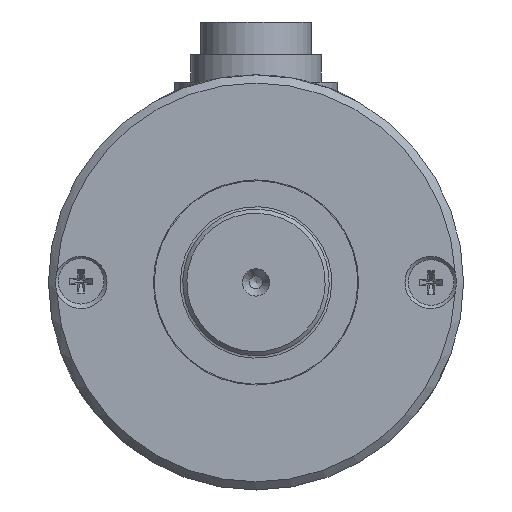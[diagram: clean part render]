
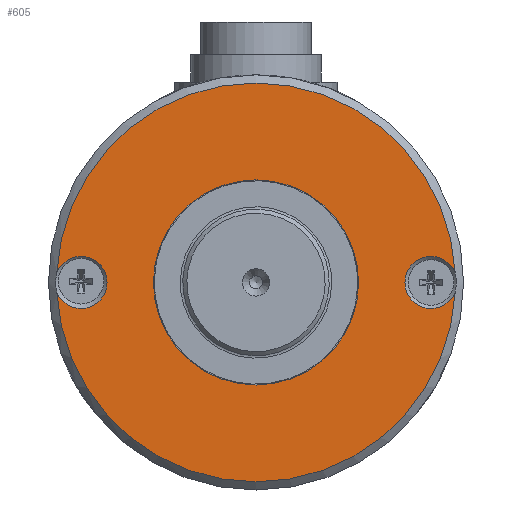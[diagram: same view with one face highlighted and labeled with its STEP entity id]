
A CAD part, front view. The second image highlights one B-rep face of the part: STEP entity #605.
In plain terms, the highlighted face is planar.
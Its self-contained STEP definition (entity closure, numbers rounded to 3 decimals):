
#605 = ADVANCED_FACE( '', ( #1219, #1220 ), #1221, .T. );
#1219 = FACE_OUTER_BOUND( '', #1890, .T. );
#1220 = FACE_BOUND( '', #1891, .T. );
#1221 = PLANE( '', #1892 );
#1890 = EDGE_LOOP( '', ( #2934, #2935, #2936, #2937 ) );
#1891 = EDGE_LOOP( '', ( #2938 ) );
#1892 = AXIS2_PLACEMENT_3D( '', #2939, #2940, #2941 );
#2934 = ORIENTED_EDGE( '', *, *, #3603, .T. );
#2935 = ORIENTED_EDGE( '', *, *, #3835, .T. );
#2936 = ORIENTED_EDGE( '', *, *, #3605, .T. );
#2937 = ORIENTED_EDGE( '', *, *, #3836, .T. );
#2938 = ORIENTED_EDGE( '', *, *, #3837, .T. );
#2939 = CARTESIAN_POINT( '', ( 0., 0., 0. ) );
#2940 = DIRECTION( '', ( -1., 0., 0. ) );
#2941 = DIRECTION( '', ( 0., -1., 0. ) );
#3603 = EDGE_CURVE( '', #4175, #4176, #4177, .T. );
#3605 = EDGE_CURVE( '', #4180, #4178, #4181, .T. );
#3835 = EDGE_CURVE( '', #4176, #4180, #4517, .F. );
#3836 = EDGE_CURVE( '', #4178, #4175, #4518, .F. );
#3837 = EDGE_CURVE( '', #4519, #4519, #4520, .F. );
#4175 = VERTEX_POINT( '', #4937 );
#4176 = VERTEX_POINT( '', #4938 );
#4177 = CIRCLE( '', #4939, 24.5 );
#4178 = VERTEX_POINT( '', #4940 );
#4180 = VERTEX_POINT( '', #4949 );
#4181 = CIRCLE( '', #4950, 24.5 );
#4517 = CIRCLE( '', #5844, 3.2 );
#4518 = CIRCLE( '', #5845, 3.2 );
#4519 = VERTEX_POINT( '', #5846 );
#4520 = CIRCLE( '', #5847, 12.6 );
#4937 = CARTESIAN_POINT( '', ( 0., -24.471, 1.188 ) );
#4938 = CARTESIAN_POINT( '', ( 0., 24.471, 1.188 ) );
#4939 = AXIS2_PLACEMENT_3D( '', #6212, #6213, #6214 );
#4940 = CARTESIAN_POINT( '', ( 0., -24.471, -1.188 ) );
#4949 = CARTESIAN_POINT( '', ( 0., 24.471, -1.188 ) );
#4950 = AXIS2_PLACEMENT_3D( '', #6215, #6216, #6217 );
#5844 = AXIS2_PLACEMENT_3D( '', #6494, #6495, #6496 );
#5845 = AXIS2_PLACEMENT_3D( '', #6497, #6498, #6499 );
#5846 = CARTESIAN_POINT( '', ( 0., -12.6, 0. ) );
#5847 = AXIS2_PLACEMENT_3D( '', #6500, #6501, #6502 );
#6212 = CARTESIAN_POINT( '', ( 0., 0., 0. ) );
#6213 = DIRECTION( '', ( -1., 0., 0. ) );
#6214 = DIRECTION( '', ( 0., -1., 0. ) );
#6215 = CARTESIAN_POINT( '', ( 0., 0., 0. ) );
#6216 = DIRECTION( '', ( -1., 0., 0. ) );
#6217 = DIRECTION( '', ( 0., -1., 0. ) );
#6494 = CARTESIAN_POINT( '', ( 0., 21.5, 0. ) );
#6495 = DIRECTION( '', ( -1., 0., 0. ) );
#6496 = DIRECTION( '', ( 0., -1., 0. ) );
#6497 = CARTESIAN_POINT( '', ( 0., -21.5, 0. ) );
#6498 = DIRECTION( '', ( -1., 0., 0. ) );
#6499 = DIRECTION( '', ( 0., 1., 0. ) );
#6500 = CARTESIAN_POINT( '', ( 0., 0., 0. ) );
#6501 = DIRECTION( '', ( -1., 0., 0. ) );
#6502 = DIRECTION( '', ( 0., -1., 0. ) );
